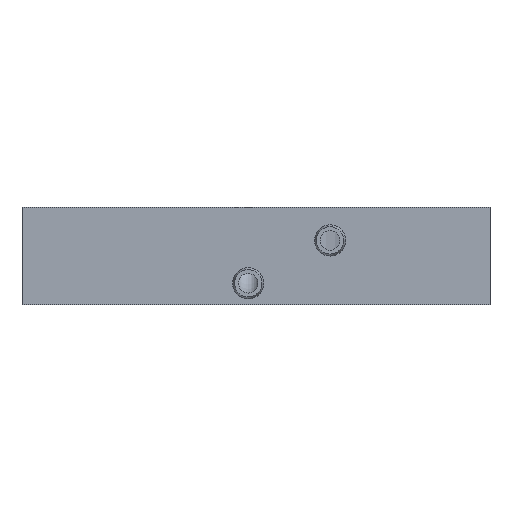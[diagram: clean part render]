
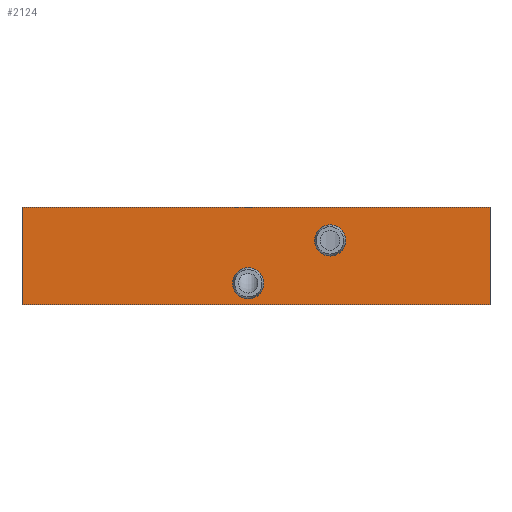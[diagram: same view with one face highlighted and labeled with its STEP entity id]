
A CAD part, front view. The second image highlights one B-rep face of the part: STEP entity #2124.
In plain terms, the highlighted planar face has unit normal (0, -1, 0).
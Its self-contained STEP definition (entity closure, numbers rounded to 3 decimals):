
#692 = PLANE('',#693);
#693 = AXIS2_PLACEMENT_3D('',#694,#695,#696);
#694 = CARTESIAN_POINT('',(-52.,41.5,0.));
#695 = DIRECTION('',(0.,0.,1.));
#696 = DIRECTION('',(1.,0.,0.));
#748 = PLANE('',#749);
#749 = AXIS2_PLACEMENT_3D('',#750,#751,#752);
#750 = CARTESIAN_POINT('',(-52.,41.5,25.));
#751 = DIRECTION('',(0.,0.,1.));
#752 = DIRECTION('',(1.,0.,0.));
#774 = PLANE('',#775);
#775 = AXIS2_PLACEMENT_3D('',#776,#777,#778);
#776 = CARTESIAN_POINT('',(8.,89.,0.));
#777 = DIRECTION('',(1.,0.,0.));
#778 = DIRECTION('',(0.,-1.,0.));
#1097 = VERTEX_POINT('',#1098);
#1098 = CARTESIAN_POINT('',(-112.,-6.,0.));
#1112 = PLANE('',#1113);
#1113 = AXIS2_PLACEMENT_3D('',#1114,#1115,#1116);
#1114 = CARTESIAN_POINT('',(-112.,-6.,0.));
#1115 = DIRECTION('',(-1.,0.,0.));
#1116 = DIRECTION('',(0.,1.,0.));
#1124 = EDGE_CURVE('',#1125,#1097,#1127,.T.);
#1125 = VERTEX_POINT('',#1126);
#1126 = CARTESIAN_POINT('',(8.,-6.,0.));
#1127 = SURFACE_CURVE('',#1128,(#1132,#1139),.PCURVE_S1.);
#1128 = LINE('',#1129,#1130);
#1129 = CARTESIAN_POINT('',(8.,-6.,0.));
#1130 = VECTOR('',#1131,1.);
#1131 = DIRECTION('',(-1.,0.,0.));
#1132 = PCURVE('',#692,#1133);
#1133 = DEFINITIONAL_REPRESENTATION('',(#1134),#1138);
#1134 = LINE('',#1135,#1136);
#1135 = CARTESIAN_POINT('',(60.,-47.5));
#1136 = VECTOR('',#1137,1.);
#1137 = DIRECTION('',(-1.,0.));
#1138 = ( GEOMETRIC_REPRESENTATION_CONTEXT(2) 
PARAMETRIC_REPRESENTATION_CONTEXT() REPRESENTATION_CONTEXT('2D SPACE',''
  ) );
#1139 = PCURVE('',#1140,#1145);
#1140 = PLANE('',#1141);
#1141 = AXIS2_PLACEMENT_3D('',#1142,#1143,#1144);
#1142 = CARTESIAN_POINT('',(8.,-6.,0.));
#1143 = DIRECTION('',(0.,-1.,0.));
#1144 = DIRECTION('',(-1.,0.,0.));
#1145 = DEFINITIONAL_REPRESENTATION('',(#1146),#1150);
#1146 = LINE('',#1147,#1148);
#1147 = CARTESIAN_POINT('',(0.,-0.));
#1148 = VECTOR('',#1149,1.);
#1149 = DIRECTION('',(1.,0.));
#1150 = ( GEOMETRIC_REPRESENTATION_CONTEXT(2) 
PARAMETRIC_REPRESENTATION_CONTEXT() REPRESENTATION_CONTEXT('2D SPACE',''
  ) );
#1753 = VERTEX_POINT('',#1754);
#1754 = CARTESIAN_POINT('',(-112.,-6.,25.));
#1775 = EDGE_CURVE('',#1776,#1753,#1778,.T.);
#1776 = VERTEX_POINT('',#1777);
#1777 = CARTESIAN_POINT('',(8.,-6.,25.));
#1778 = SURFACE_CURVE('',#1779,(#1783,#1790),.PCURVE_S1.);
#1779 = LINE('',#1780,#1781);
#1780 = CARTESIAN_POINT('',(8.,-6.,25.));
#1781 = VECTOR('',#1782,1.);
#1782 = DIRECTION('',(-1.,0.,0.));
#1783 = PCURVE('',#748,#1784);
#1784 = DEFINITIONAL_REPRESENTATION('',(#1785),#1789);
#1785 = LINE('',#1786,#1787);
#1786 = CARTESIAN_POINT('',(60.,-47.5));
#1787 = VECTOR('',#1788,1.);
#1788 = DIRECTION('',(-1.,0.));
#1789 = ( GEOMETRIC_REPRESENTATION_CONTEXT(2) 
PARAMETRIC_REPRESENTATION_CONTEXT() REPRESENTATION_CONTEXT('2D SPACE',''
  ) );
#1790 = PCURVE('',#1140,#1791);
#1791 = DEFINITIONAL_REPRESENTATION('',(#1792),#1796);
#1792 = LINE('',#1793,#1794);
#1793 = CARTESIAN_POINT('',(0.,-25.));
#1794 = VECTOR('',#1795,1.);
#1795 = DIRECTION('',(1.,0.));
#1796 = ( GEOMETRIC_REPRESENTATION_CONTEXT(2) 
PARAMETRIC_REPRESENTATION_CONTEXT() REPRESENTATION_CONTEXT('2D SPACE',''
  ) );
#2021 = EDGE_CURVE('',#1125,#1776,#2022,.T.);
#2022 = SURFACE_CURVE('',#2023,(#2027,#2034),.PCURVE_S1.);
#2023 = LINE('',#2024,#2025);
#2024 = CARTESIAN_POINT('',(8.,-6.,0.));
#2025 = VECTOR('',#2026,1.);
#2026 = DIRECTION('',(0.,0.,1.));
#2027 = PCURVE('',#774,#2028);
#2028 = DEFINITIONAL_REPRESENTATION('',(#2029),#2033);
#2029 = LINE('',#2030,#2031);
#2030 = CARTESIAN_POINT('',(95.,0.));
#2031 = VECTOR('',#2032,1.);
#2032 = DIRECTION('',(0.,-1.));
#2033 = ( GEOMETRIC_REPRESENTATION_CONTEXT(2) 
PARAMETRIC_REPRESENTATION_CONTEXT() REPRESENTATION_CONTEXT('2D SPACE',''
  ) );
#2034 = PCURVE('',#1140,#2035);
#2035 = DEFINITIONAL_REPRESENTATION('',(#2036),#2040);
#2036 = LINE('',#2037,#2038);
#2037 = CARTESIAN_POINT('',(0.,-0.));
#2038 = VECTOR('',#2039,1.);
#2039 = DIRECTION('',(0.,-1.));
#2040 = ( GEOMETRIC_REPRESENTATION_CONTEXT(2) 
PARAMETRIC_REPRESENTATION_CONTEXT() REPRESENTATION_CONTEXT('2D SPACE',''
  ) );
#2124 = ADVANCED_FACE('',(#2125,#2151,#2182),#1140,.T.);
#2125 = FACE_BOUND('',#2126,.T.);
#2126 = EDGE_LOOP('',(#2127,#2128,#2129,#2150));
#2127 = ORIENTED_EDGE('',*,*,#2021,.T.);
#2128 = ORIENTED_EDGE('',*,*,#1775,.T.);
#2129 = ORIENTED_EDGE('',*,*,#2130,.F.);
#2130 = EDGE_CURVE('',#1097,#1753,#2131,.T.);
#2131 = SURFACE_CURVE('',#2132,(#2136,#2143),.PCURVE_S1.);
#2132 = LINE('',#2133,#2134);
#2133 = CARTESIAN_POINT('',(-112.,-6.,0.));
#2134 = VECTOR('',#2135,1.);
#2135 = DIRECTION('',(0.,0.,1.));
#2136 = PCURVE('',#1140,#2137);
#2137 = DEFINITIONAL_REPRESENTATION('',(#2138),#2142);
#2138 = LINE('',#2139,#2140);
#2139 = CARTESIAN_POINT('',(120.,0.));
#2140 = VECTOR('',#2141,1.);
#2141 = DIRECTION('',(0.,-1.));
#2142 = ( GEOMETRIC_REPRESENTATION_CONTEXT(2) 
PARAMETRIC_REPRESENTATION_CONTEXT() REPRESENTATION_CONTEXT('2D SPACE',''
  ) );
#2143 = PCURVE('',#1112,#2144);
#2144 = DEFINITIONAL_REPRESENTATION('',(#2145),#2149);
#2145 = LINE('',#2146,#2147);
#2146 = CARTESIAN_POINT('',(0.,0.));
#2147 = VECTOR('',#2148,1.);
#2148 = DIRECTION('',(0.,-1.));
#2149 = ( GEOMETRIC_REPRESENTATION_CONTEXT(2) 
PARAMETRIC_REPRESENTATION_CONTEXT() REPRESENTATION_CONTEXT('2D SPACE',''
  ) );
#2150 = ORIENTED_EDGE('',*,*,#1124,.F.);
#2151 = FACE_BOUND('',#2152,.T.);
#2152 = EDGE_LOOP('',(#2153));
#2153 = ORIENTED_EDGE('',*,*,#2154,.F.);
#2154 = EDGE_CURVE('',#2155,#2155,#2157,.T.);
#2155 = VERTEX_POINT('',#2156);
#2156 = CARTESIAN_POINT('',(-30.5,-6.,16.5));
#2157 = SURFACE_CURVE('',#2158,(#2163,#2170),.PCURVE_S1.);
#2158 = CIRCLE('',#2159,2.5);
#2159 = AXIS2_PLACEMENT_3D('',#2160,#2161,#2162);
#2160 = CARTESIAN_POINT('',(-33.,-6.,16.5));
#2161 = DIRECTION('',(0.,-1.,0.));
#2162 = DIRECTION('',(1.,0.,0.));
#2163 = PCURVE('',#1140,#2164);
#2164 = DEFINITIONAL_REPRESENTATION('',(#2165),#2169);
#2165 = CIRCLE('',#2166,2.5);
#2166 = AXIS2_PLACEMENT_2D('',#2167,#2168);
#2167 = CARTESIAN_POINT('',(41.,-16.5));
#2168 = DIRECTION('',(-1.,-0.));
#2169 = ( GEOMETRIC_REPRESENTATION_CONTEXT(2) 
PARAMETRIC_REPRESENTATION_CONTEXT() REPRESENTATION_CONTEXT('2D SPACE',''
  ) );
#2170 = PCURVE('',#2171,#2176);
#2171 = CYLINDRICAL_SURFACE('',#2172,2.5);
#2172 = AXIS2_PLACEMENT_3D('',#2173,#2174,#2175);
#2173 = CARTESIAN_POINT('',(-33.,-3.5,16.5));
#2174 = DIRECTION('',(0.,1.,0.));
#2175 = DIRECTION('',(1.,0.,0.));
#2176 = DEFINITIONAL_REPRESENTATION('',(#2177),#2181);
#2177 = LINE('',#2178,#2179);
#2178 = CARTESIAN_POINT('',(6.283,-2.5));
#2179 = VECTOR('',#2180,1.);
#2180 = DIRECTION('',(-1.,0.));
#2181 = ( GEOMETRIC_REPRESENTATION_CONTEXT(2) 
PARAMETRIC_REPRESENTATION_CONTEXT() REPRESENTATION_CONTEXT('2D SPACE',''
  ) );
#2182 = FACE_BOUND('',#2183,.T.);
#2183 = EDGE_LOOP('',(#2184));
#2184 = ORIENTED_EDGE('',*,*,#2185,.T.);
#2185 = EDGE_CURVE('',#2186,#2186,#2188,.T.);
#2186 = VERTEX_POINT('',#2187);
#2187 = CARTESIAN_POINT('',(-54.,-6.,3.));
#2188 = SURFACE_CURVE('',#2189,(#2194,#2205),.PCURVE_S1.);
#2189 = CIRCLE('',#2190,2.5);
#2190 = AXIS2_PLACEMENT_3D('',#2191,#2192,#2193);
#2191 = CARTESIAN_POINT('',(-54.,-6.,5.5));
#2192 = DIRECTION('',(0.,1.,0.));
#2193 = DIRECTION('',(0.,0.,-1.));
#2194 = PCURVE('',#1140,#2195);
#2195 = DEFINITIONAL_REPRESENTATION('',(#2196),#2204);
#2196 = ( BOUNDED_CURVE() B_SPLINE_CURVE(2,(#2197,#2198,#2199,#2200,
#2201,#2202,#2203),.UNSPECIFIED.,.T.,.F.) B_SPLINE_CURVE_WITH_KNOTS((1,2
    ,2,2,2,1),(-2.094,0.,2.094,4.189,
6.283,8.378),.UNSPECIFIED.) CURVE() 
GEOMETRIC_REPRESENTATION_ITEM() RATIONAL_B_SPLINE_CURVE((1.,0.5,1.,0.5,
1.,0.5,1.)) REPRESENTATION_ITEM('') );
#2197 = CARTESIAN_POINT('',(62.,-3.));
#2198 = CARTESIAN_POINT('',(66.33,-3.));
#2199 = CARTESIAN_POINT('',(64.165,-6.75));
#2200 = CARTESIAN_POINT('',(62.,-10.5));
#2201 = CARTESIAN_POINT('',(59.835,-6.75));
#2202 = CARTESIAN_POINT('',(57.67,-3.));
#2203 = CARTESIAN_POINT('',(62.,-3.));
#2204 = ( GEOMETRIC_REPRESENTATION_CONTEXT(2) 
PARAMETRIC_REPRESENTATION_CONTEXT() REPRESENTATION_CONTEXT('2D SPACE',''
  ) );
#2205 = PCURVE('',#2206,#2211);
#2206 = CYLINDRICAL_SURFACE('',#2207,2.5);
#2207 = AXIS2_PLACEMENT_3D('',#2208,#2209,#2210);
#2208 = CARTESIAN_POINT('',(-54.,-6.,5.5));
#2209 = DIRECTION('',(0.,-1.,0.));
#2210 = DIRECTION('',(0.,0.,-1.));
#2211 = DEFINITIONAL_REPRESENTATION('',(#2212),#2216);
#2212 = LINE('',#2213,#2214);
#2213 = CARTESIAN_POINT('',(6.283,0.));
#2214 = VECTOR('',#2215,1.);
#2215 = DIRECTION('',(-1.,0.));
#2216 = ( GEOMETRIC_REPRESENTATION_CONTEXT(2) 
PARAMETRIC_REPRESENTATION_CONTEXT() REPRESENTATION_CONTEXT('2D SPACE',''
  ) );
